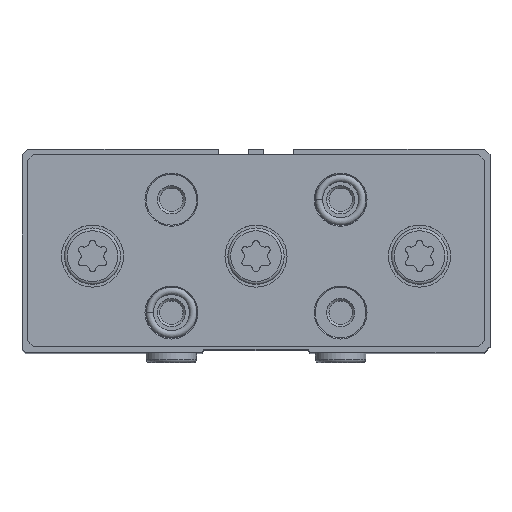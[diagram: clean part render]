
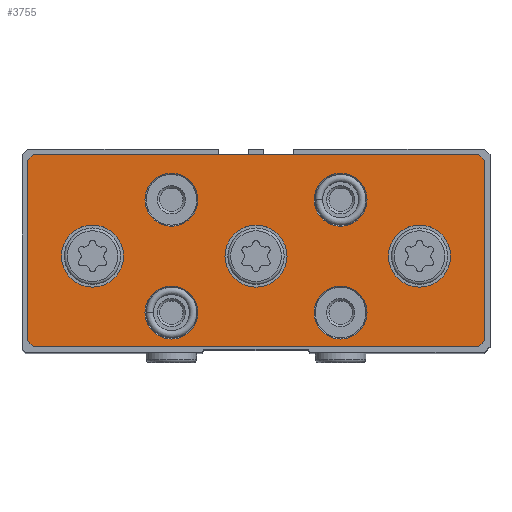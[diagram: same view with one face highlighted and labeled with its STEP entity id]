
A CAD part, top view. The second image highlights one B-rep face of the part: STEP entity #3755.
In plain terms, the highlighted face is planar.
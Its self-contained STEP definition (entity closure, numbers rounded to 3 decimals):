
#351=LINE('',#6296,#545);
#352=LINE('',#6299,#546);
#353=LINE('',#6301,#547);
#354=LINE('',#6303,#548);
#355=LINE('',#6305,#549);
#356=LINE('',#6307,#550);
#357=LINE('',#6309,#551);
#358=LINE('',#6311,#552);
#545=VECTOR('',#5087,1000.);
#546=VECTOR('',#5088,1000.);
#547=VECTOR('',#5089,1000.);
#548=VECTOR('',#5090,1000.);
#549=VECTOR('',#5091,1000.);
#550=VECTOR('',#5092,1000.);
#551=VECTOR('',#5093,1000.);
#552=VECTOR('',#5094,1000.);
#1069=ORIENTED_EDGE('',*,*,#1804,.F.);
#1070=ORIENTED_EDGE('',*,*,#1805,.F.);
#1071=ORIENTED_EDGE('',*,*,#1806,.F.);
#1072=ORIENTED_EDGE('',*,*,#1807,.F.);
#1073=ORIENTED_EDGE('',*,*,#1808,.F.);
#1074=ORIENTED_EDGE('',*,*,#1809,.F.);
#1075=ORIENTED_EDGE('',*,*,#1810,.F.);
#1076=ORIENTED_EDGE('',*,*,#1811,.T.);
#1077=ORIENTED_EDGE('',*,*,#1812,.T.);
#1078=ORIENTED_EDGE('',*,*,#1813,.T.);
#1079=ORIENTED_EDGE('',*,*,#1814,.T.);
#1080=ORIENTED_EDGE('',*,*,#1815,.T.);
#1081=ORIENTED_EDGE('',*,*,#1816,.T.);
#1082=ORIENTED_EDGE('',*,*,#1817,.T.);
#1083=ORIENTED_EDGE('',*,*,#1818,.T.);
#1804=EDGE_CURVE('',#2242,#2242,#2544,.T.);
#1805=EDGE_CURVE('',#2243,#2243,#2545,.T.);
#1806=EDGE_CURVE('',#2244,#2244,#2546,.T.);
#1807=EDGE_CURVE('',#2245,#2245,#2547,.T.);
#1808=EDGE_CURVE('',#2246,#2246,#2548,.T.);
#1809=EDGE_CURVE('',#2247,#2247,#2549,.T.);
#1810=EDGE_CURVE('',#2248,#2248,#2550,.T.);
#1811=EDGE_CURVE('',#2249,#2250,#351,.T.);
#1812=EDGE_CURVE('',#2250,#2251,#352,.T.);
#1813=EDGE_CURVE('',#2251,#2252,#353,.T.);
#1814=EDGE_CURVE('',#2252,#2253,#354,.T.);
#1815=EDGE_CURVE('',#2253,#2254,#355,.T.);
#1816=EDGE_CURVE('',#2254,#2255,#356,.T.);
#1817=EDGE_CURVE('',#2255,#2256,#357,.T.);
#1818=EDGE_CURVE('',#2256,#2249,#358,.T.);
#2242=VERTEX_POINT('',#6283);
#2243=VERTEX_POINT('',#6285);
#2244=VERTEX_POINT('',#6287);
#2245=VERTEX_POINT('',#6289);
#2246=VERTEX_POINT('',#6291);
#2247=VERTEX_POINT('',#6293);
#2248=VERTEX_POINT('',#6295);
#2249=VERTEX_POINT('',#6297);
#2250=VERTEX_POINT('',#6298);
#2251=VERTEX_POINT('',#6300);
#2252=VERTEX_POINT('',#6302);
#2253=VERTEX_POINT('',#6304);
#2254=VERTEX_POINT('',#6306);
#2255=VERTEX_POINT('',#6308);
#2256=VERTEX_POINT('',#6310);
#2544=CIRCLE('',#4193,5.5);
#2545=CIRCLE('',#4194,5.5);
#2546=CIRCLE('',#4195,5.5);
#2547=CIRCLE('',#4196,4.7);
#2548=CIRCLE('',#4197,4.7);
#2549=CIRCLE('',#4198,4.7);
#2550=CIRCLE('',#4199,4.7);
#2908=EDGE_LOOP('',(#1069));
#2909=EDGE_LOOP('',(#1070));
#2910=EDGE_LOOP('',(#1071));
#2911=EDGE_LOOP('',(#1072));
#2912=EDGE_LOOP('',(#1073));
#2913=EDGE_LOOP('',(#1074));
#2914=EDGE_LOOP('',(#1075));
#2915=EDGE_LOOP('',(#1076,#1077,#1078,#1079,#1080,#1081,#1082,#1083));
#3329=FACE_BOUND('',#2908,.T.);
#3330=FACE_BOUND('',#2909,.T.);
#3331=FACE_BOUND('',#2910,.T.);
#3332=FACE_BOUND('',#2911,.T.);
#3333=FACE_BOUND('',#2912,.T.);
#3334=FACE_BOUND('',#2913,.T.);
#3335=FACE_BOUND('',#2914,.T.);
#3336=FACE_BOUND('',#2915,.T.);
#3583=PLANE('',#4192);
#3755=ADVANCED_FACE('',(#3329,#3330,#3331,#3332,#3333,#3334,#3335,#3336),
#3583,.T.);
#4192=AXIS2_PLACEMENT_3D('',#6281,#5071,#5072);
#4193=AXIS2_PLACEMENT_3D('',#6282,#5073,#5074);
#4194=AXIS2_PLACEMENT_3D('',#6284,#5075,#5076);
#4195=AXIS2_PLACEMENT_3D('',#6286,#5077,#5078);
#4196=AXIS2_PLACEMENT_3D('',#6288,#5079,#5080);
#4197=AXIS2_PLACEMENT_3D('',#6290,#5081,#5082);
#4198=AXIS2_PLACEMENT_3D('',#6292,#5083,#5084);
#4199=AXIS2_PLACEMENT_3D('',#6294,#5085,#5086);
#5071=DIRECTION('',(1.,0.,0.));
#5072=DIRECTION('',(0.,0.,-1.));
#5073=DIRECTION('',(1.,0.,0.));
#5074=DIRECTION('',(0.,0.,-1.));
#5075=DIRECTION('',(1.,0.,0.));
#5076=DIRECTION('',(0.,0.,-1.));
#5077=DIRECTION('',(1.,0.,0.));
#5078=DIRECTION('',(0.,0.,-1.));
#5079=DIRECTION('',(1.,0.,0.));
#5080=DIRECTION('',(0.,0.,-1.));
#5081=DIRECTION('',(1.,0.,0.));
#5082=DIRECTION('',(0.,0.,-1.));
#5083=DIRECTION('',(1.,0.,0.));
#5084=DIRECTION('',(0.,0.,-1.));
#5085=DIRECTION('',(1.,0.,0.));
#5086=DIRECTION('',(0.,0.,-1.));
#5087=DIRECTION('',(0.,-1.,0.));
#5088=DIRECTION('',(0.,-0.707,-0.707));
#5089=DIRECTION('',(0.,0.,-1.));
#5090=DIRECTION('',(0.,0.707,-0.707));
#5091=DIRECTION('',(0.,1.,0.));
#5092=DIRECTION('',(0.,0.707,0.707));
#5093=DIRECTION('',(0.,0.,1.));
#5094=DIRECTION('',(0.,-0.707,0.707));
#6281=CARTESIAN_POINT('',(14.,0.,0.));
#6282=CARTESIAN_POINT('',(14.,0.,29.));
#6283=CARTESIAN_POINT('',(14.,0.,23.5));
#6284=CARTESIAN_POINT('',(14.,0.,-29.));
#6285=CARTESIAN_POINT('',(14.,0.,-34.5));
#6286=CARTESIAN_POINT('',(14.,0.,0.));
#6287=CARTESIAN_POINT('',(14.,0.,-5.5));
#6288=CARTESIAN_POINT('',(14.,-10.,15.));
#6289=CARTESIAN_POINT('',(14.,-10.,10.3));
#6290=CARTESIAN_POINT('',(14.,-10.,-15.));
#6291=CARTESIAN_POINT('',(14.,-10.,-19.7));
#6292=CARTESIAN_POINT('',(14.,10.,15.));
#6293=CARTESIAN_POINT('',(14.,10.,10.3));
#6294=CARTESIAN_POINT('',(14.,10.,-15.));
#6295=CARTESIAN_POINT('',(14.,10.,-19.7));
#6296=CARTESIAN_POINT('',(14.,17.,40.5));
#6297=CARTESIAN_POINT('',(14.,17.,40.5));
#6298=CARTESIAN_POINT('',(14.,-15.,40.5));
#6299=CARTESIAN_POINT('',(14.,-15.,40.5));
#6300=CARTESIAN_POINT('',(14.,-16.,39.5));
#6301=CARTESIAN_POINT('',(14.,-16.,39.5));
#6302=CARTESIAN_POINT('',(14.,-16.,-39.5));
#6303=CARTESIAN_POINT('',(14.,-16.,-39.5));
#6304=CARTESIAN_POINT('',(14.,-15.,-40.5));
#6305=CARTESIAN_POINT('',(14.,-15.,-40.5));
#6306=CARTESIAN_POINT('',(14.,17.,-40.5));
#6307=CARTESIAN_POINT('',(14.,17.,-40.5));
#6308=CARTESIAN_POINT('',(14.,18.,-39.5));
#6309=CARTESIAN_POINT('',(14.,18.,-39.5));
#6310=CARTESIAN_POINT('',(14.,18.,39.5));
#6311=CARTESIAN_POINT('',(14.,18.,39.5));
